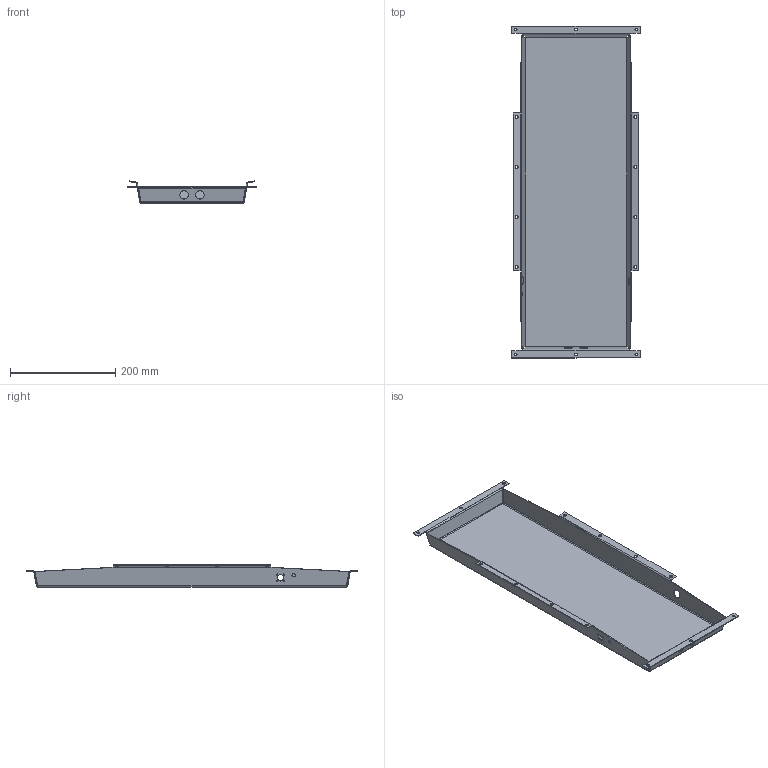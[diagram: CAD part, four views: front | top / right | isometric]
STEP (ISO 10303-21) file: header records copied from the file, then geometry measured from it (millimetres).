
FILE_DESCRIPTION(/* description */ (''),/* implementation_level */ '2;1');
FILE_NAME(/* name */ 'Landyachtz Switchblade 40 sheet metal enclosure.step',/* time_stamp */ '2024-03-27T14:38:09+09:00',/* author */ (''),/* organization */ (''),/* preprocessor_version */ 'ST-DEVELOPER v20',/* originating_system */ 'Autodesk Translation Framework v12.20.1.177',/* authorisation */ '');
FILE_SCHEMA (('AUTOMOTIVE_DESIGN { 1 0 10303 214 3 1 1 }'));
Length unit declared in the file: millimetre
Products named in the file (2): Sheet Metal Battery Enclosure v3; Enclosure
Assembly tree (1 placements, depth 2):
  Sheet Metal Battery Enclosure v3
    Enclosure
Bounding box: 244.37 x 630.42 x 42.26 mm (x, y, z)
Volume: 275529.6 mm3; surface area: 371299.2 mm2
Topology: 1 solids, 1 shells, 109 faces, 257 edges, 150 vertices
Faces by surface type: plane 66, cylinder 39, bspline 4
Full cylindrical faces by diameter (mm): 2.1 x4, 5.5 x14, 6.5 x1, 12 x1, 16 x3
Entity records: 3290 total; most frequent: CARTESIAN_POINT 643, DIRECTION 535, ORIENTED_EDGE 514, EDGE_CURVE 257, LINE 179, VECTOR 179, AXIS2_PLACEMENT_3D 178, EDGE_LOOP 155
